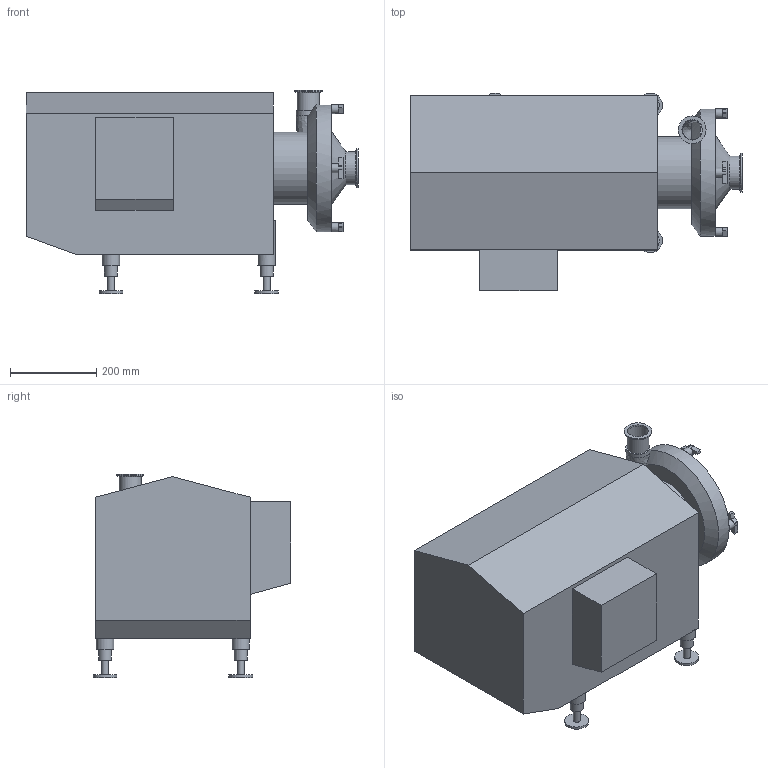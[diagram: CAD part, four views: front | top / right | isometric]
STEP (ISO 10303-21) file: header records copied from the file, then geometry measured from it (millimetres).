
FILE_DESCRIPTION(/* description */ (''),/* implementation_level */ '2;1');
FILE_NAME(/* name */ 'EZL_110-150_30X20_CXC.stp',/* time_stamp */ '2021-08-20T15:13:57+09:00',/* author */ ('m'),/* organization */ (''),/* preprocessor_version */ 'ST-DEVELOPER v18.1',/* originating_system */ 'Autodesk Inventor 2021',/* authorisation */ '');
FILE_SCHEMA (('AUTOMOTIVE_DESIGN { 1 0 10303 214 3 1 1 }'));
Length unit declared in the file: millimetre
Products named in the file (1): EZL2_055-075_30X20-CXC
Bounding box: 768.1 x 457.5 x 470 mm (x, y, z)
Volume: 79623800.6 mm3; surface area: 1431438.9 mm2
Topology: 1 solids, 5 shells, 153 faces, 342 edges, 220 vertices
Faces by surface type: plane 110, cylinder 34, cone 6, bspline 2, torus 1
Full cylindrical faces by diameter (mm): 10.917 x4, 16 x4, 21 x4, 30 x4, 40 x4, 47.8 x1, 50.8 x1, 55 x4, 55.8 x1, 64 x1, 72.3 x1, 76.3 x1, 91 x1, 166 x1, 294 x1
Entity records: 4478 total; most frequent: CARTESIAN_POINT 923, DIRECTION 753, ORIENTED_EDGE 684, EDGE_CURVE 342, AXIS2_PLACEMENT_3D 271, VERTEX_POINT 220, LINE 211, VECTOR 211
